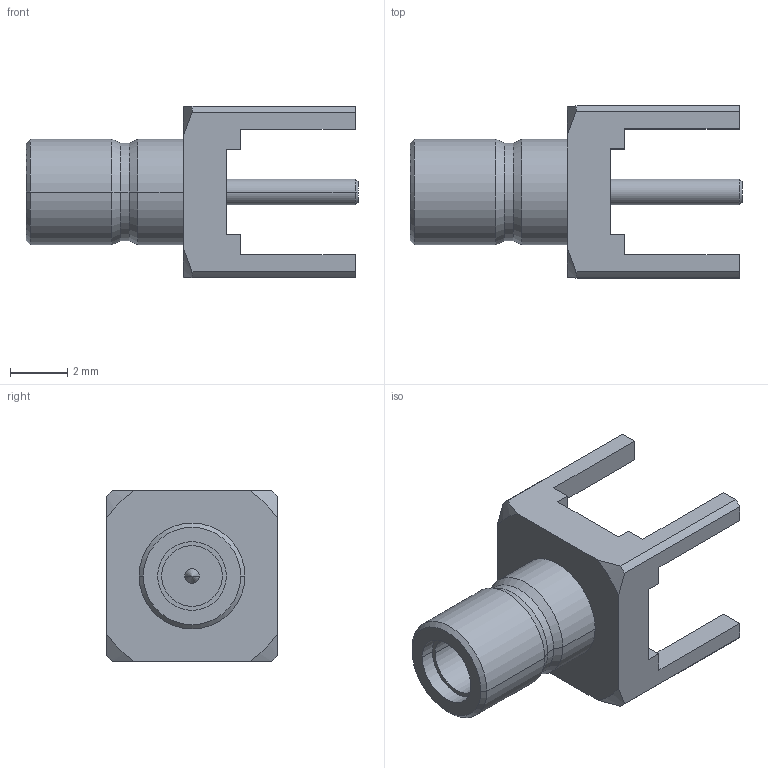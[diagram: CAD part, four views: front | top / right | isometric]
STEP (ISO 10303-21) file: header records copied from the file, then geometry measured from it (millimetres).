
FILE_DESCRIPTION((''),'2;1');
FILE_NAME('PRT0001','2021-09-03T',('Administrator'),(''),'PRO/ENGINEER BY PARAMETRIC TECHNOLOGY CORPORATION, 2012090','PRO/ENGINEER BY PARAMETRIC TECHNOLOGY CORPORATION, 2012090','');
FILE_SCHEMA(('CONFIG_CONTROL_DESIGN'));
Length unit declared in the file: millimetre
Products named in the file (1): PRT0001
Bounding box: 11.6 x 6 x 6 mm (x, y, z)
Volume: 116.1 mm3; surface area: 270.3 mm2
Topology: 1 solids, 1 shells, 70 faces, 178 edges, 113 vertices
Faces by surface type: plane 34, cylinder 22, cone 14
Entity records: 2132 total; most frequent: CARTESIAN_POINT 381, DIRECTION 360, ORIENTED_EDGE 352, EDGE_CURVE 176, AXIS2_PLACEMENT_3D 122, VECTOR 116, LINE 116, VERTEX_POINT 113
